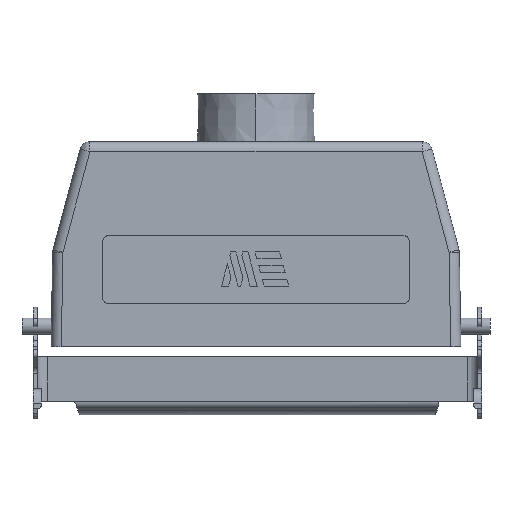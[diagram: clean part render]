
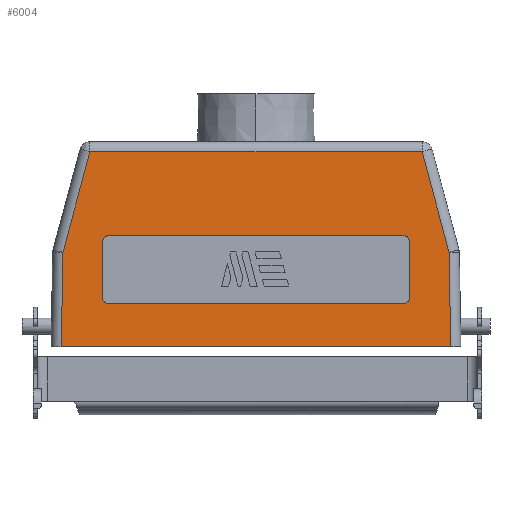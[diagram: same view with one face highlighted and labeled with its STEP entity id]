
A CAD part, front view. The second image highlights one B-rep face of the part: STEP entity #6004.
In plain terms, the highlighted planar face has unit normal (0, -1, 0.018).
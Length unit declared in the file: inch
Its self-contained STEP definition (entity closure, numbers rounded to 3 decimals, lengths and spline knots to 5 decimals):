
#15 = DIRECTION ( 'NONE',  ( -1., 0., 0. ) ) ;
#72 = DIRECTION ( 'NONE',  ( 0., -1., 0.017 ) ) ;
#107 = CARTESIAN_POINT ( 'NONE',  ( -1.91422, -0.80725, 2.24616 ) ) ;
#118 = VERTEX_POINT ( 'NONE', #7143 ) ;
#294 =( BOUNDED_CURVE ( )  B_SPLINE_CURVE ( 3, ( #5381, #6179, #9417, #1908 ),
 .UNSPECIFIED., .F., .T. ) 
 B_SPLINE_CURVE_WITH_KNOTS ( ( 4, 4 ),
 ( 5.1761, 6.74659 ),
 .UNSPECIFIED. ) 
 CURVE ( )  GEOMETRIC_REPRESENTATION_ITEM ( )  RATIONAL_B_SPLINE_CURVE ( ( 1., 0.805, 0.805, 1. ) ) 
 REPRESENTATION_ITEM ( '' )  );
#444 = CARTESIAN_POINT ( 'NONE',  ( 1.91422, -0.80725, 2.24616 ) ) ;
#499 = EDGE_CURVE ( 'NONE', #1434, #5921, #294, .T. ) ;
#537 = LINE ( 'NONE', #7174, #2416 ) ;
#581 = CARTESIAN_POINT ( 'NONE',  ( 1.69254, -0.82413, 1.27914 ) ) ;
#582 = ORIENTED_EDGE ( 'NONE', *, *, #2605, .T. ) ;
#709 = DIRECTION ( 'NONE',  ( -0.259, -0.017, -0.966 ) ) ;
#760 = EDGE_CURVE ( 'NONE', #5516, #7921, #9432, .T. ) ;
#823 = FACE_BOUND ( 'NONE', #8382, .T. ) ;
#829 = EDGE_CURVE ( 'NONE', #10292, #3431, #1965, .T. ) ;
#838 = EDGE_CURVE ( 'NONE', #3047, #118, #1158, .T. ) ;
#938 = CARTESIAN_POINT ( 'NONE',  ( -1.77129, -0.8255, 1.20043 ) ) ;
#953 = CARTESIAN_POINT ( 'NONE',  ( 2.24411, -0.84646, 0. ) ) ;
#1158 = LINE ( 'NONE', #4421, #9983 ) ;
#1424 = ORIENTED_EDGE ( 'NONE', *, *, #3203, .T. ) ;
#1434 = VERTEX_POINT ( 'NONE', #3194 ) ;
#1490 = ORIENTED_EDGE ( 'NONE', *, *, #10327, .T. ) ;
#1498 = ORIENTED_EDGE ( 'NONE', *, *, #10201, .T. ) ;
#1632 = LINE ( 'NONE', #3341, #7896 ) ;
#1663 = LINE ( 'NONE', #2299, #2003 ) ;
#1738 = LINE ( 'NONE', #5112, #7670 ) ;
#1843 = CARTESIAN_POINT ( 'NONE',  ( 2.24411, -0.84646, 0. ) ) ;
#1908 = CARTESIAN_POINT ( 'NONE',  ( 1.69278, -0.83786, 0.49228 ) ) ;
#1935 = VERTEX_POINT ( 'NONE', #8344 ) ;
#1965 = LINE ( 'NONE', #5233, #4037 ) ;
#2003 = VECTOR ( 'NONE', #9814, 39.37008 ) ;
#2298 = EDGE_CURVE ( 'NONE', #7921, #1434, #1663, .T. ) ;
#2299 = CARTESIAN_POINT ( 'NONE',  ( 1.77129, -0.8255, 1.20043 ) ) ;
#2416 = VECTOR ( 'NONE', #5479, 39.37008 ) ;
#2471 = CARTESIAN_POINT ( 'NONE',  ( 1.77129, -0.8255, 1.20043 ) ) ;
#2538 = CARTESIAN_POINT ( 'NONE',  ( 0., -0.84646, 0. ) ) ;
#2605 = EDGE_CURVE ( 'NONE', #3047, #10292, #3367, .T. ) ;
#2642 = CARTESIAN_POINT ( 'NONE',  ( -1.77148, -0.83649, 0.57103 ) ) ;
#2726 = VECTOR ( 'NONE', #9615, 39.37008 ) ;
#2746 = CARTESIAN_POINT ( 'NONE',  ( -1.77148, -0.83649, 0.57103 ) ) ;
#2786 = VECTOR ( 'NONE', #709, 39.37008 ) ;
#2841 = ORIENTED_EDGE ( 'NONE', *, *, #5174, .T. ) ;
#3002 = EDGE_CURVE ( 'NONE', #10360, #6208, #1738, .T. ) ;
#3047 = VERTEX_POINT ( 'NONE', #1843 ) ;
#3048 = CARTESIAN_POINT ( 'NONE',  ( 1.77127, -0.8247, 1.24654 ) ) ;
#3194 = CARTESIAN_POINT ( 'NONE',  ( 1.77148, -0.83649, 0.57103 ) ) ;
#3203 = EDGE_CURVE ( 'NONE', #8028, #5516, #8504, .T. ) ;
#3287 = FACE_OUTER_BOUND ( 'NONE', #7262, .T. ) ;
#3314 = CARTESIAN_POINT ( 'NONE',  ( -1.69254, -0.82413, 1.27914 ) ) ;
#3341 = CARTESIAN_POINT ( 'NONE',  ( 0., -0.83786, 0.49228 ) ) ;
#3367 = LINE ( 'NONE', #953, #7472 ) ;
#3380 = LINE ( 'NONE', #9771, #4592 ) ;
#3431 = VERTEX_POINT ( 'NONE', #444 ) ;
#3518 = CARTESIAN_POINT ( 'NONE',  ( -1.73866, -0.82413, 1.27914 ) ) ;
#3556 = ORIENTED_EDGE ( 'NONE', *, *, #829, .T. ) ;
#3820 = CARTESIAN_POINT ( 'NONE',  ( -1.91422, -0.80725, 2.24616 ) ) ;
#3937 = AXIS2_PLACEMENT_3D ( 'NONE', #2538, #72, #6550 ) ;
#4019 = CARTESIAN_POINT ( 'NONE',  ( -2.22516, -0.82751, 1.08569 ) ) ;
#4037 = VECTOR ( 'NONE', #8470, 39.37008 ) ;
#4084 = CARTESIAN_POINT ( 'NONE',  ( -1.69278, -0.83786, 0.49228 ) ) ;
#4174 = CARTESIAN_POINT ( 'NONE',  ( -1.69254, -0.82413, 1.27914 ) ) ;
#4421 = CARTESIAN_POINT ( 'NONE',  ( -2.3622, -0.84646, 0. ) ) ;
#4592 = VECTOR ( 'NONE', #4878, 39.37008 ) ;
#4595 = EDGE_CURVE ( 'NONE', #3431, #4714, #3380, .T. ) ;
#4657 = VERTEX_POINT ( 'NONE', #4019 ) ;
#4714 = VERTEX_POINT ( 'NONE', #107 ) ;
#4763 = ORIENTED_EDGE ( 'NONE', *, *, #499, .T. ) ;
#4835 = ORIENTED_EDGE ( 'NONE', *, *, #4595, .T. ) ;
#4878 = DIRECTION ( 'NONE',  ( -1., 0., 0. ) ) ;
#4949 = PLANE ( 'NONE',  #3937 ) ;
#5058 = DIRECTION ( 'NONE',  ( 0., 0.017, 1. ) ) ;
#5112 = CARTESIAN_POINT ( 'NONE',  ( -1.77148, -0.83649, 0.57103 ) ) ;
#5174 = EDGE_CURVE ( 'NONE', #6208, #8028, #10513, .T. ) ;
#5233 = CARTESIAN_POINT ( 'NONE',  ( 2.22516, -0.82751, 1.08569 ) ) ;
#5381 = CARTESIAN_POINT ( 'NONE',  ( 1.77148, -0.83649, 0.57103 ) ) ;
#5479 = DIRECTION ( 'NONE',  ( 0.017, 0.017, 1. ) ) ;
#5516 = VERTEX_POINT ( 'NONE', #6534 ) ;
#5520 = CARTESIAN_POINT ( 'NONE',  ( 1.77129, -0.8255, 1.20043 ) ) ;
#5718 =( BOUNDED_CURVE ( )  B_SPLINE_CURVE ( 3, ( #4084, #9035, #8254, #2642 ),
 .UNSPECIFIED., .F., .T. ) 
 B_SPLINE_CURVE_WITH_KNOTS ( ( 4, 4 ),
 ( 5.81978, 7.39027 ),
 .UNSPECIFIED. ) 
 CURVE ( )  GEOMETRIC_REPRESENTATION_ITEM ( )  RATIONAL_B_SPLINE_CURVE ( ( 1., 0.805, 0.805, 1. ) ) 
 REPRESENTATION_ITEM ( '' )  );
#5903 = CARTESIAN_POINT ( 'NONE',  ( 2.22516, -0.82751, 1.08569 ) ) ;
#5921 = VERTEX_POINT ( 'NONE', #9756 ) ;
#6004 = ADVANCED_FACE ( 'NONE', ( #823, #3287 ), #4949, .T. ) ;
#6179 = CARTESIAN_POINT ( 'NONE',  ( 1.77149, -0.83729, 0.52489 ) ) ;
#6204 = ORIENTED_EDGE ( 'NONE', *, *, #3002, .T. ) ;
#6208 = VERTEX_POINT ( 'NONE', #938 ) ;
#6231 = ORIENTED_EDGE ( 'NONE', *, *, #838, .F. ) ;
#6322 = CARTESIAN_POINT ( 'NONE',  ( 0., -0.82413, 1.27914 ) ) ;
#6401 = EDGE_CURVE ( 'NONE', #118, #4657, #537, .T. ) ;
#6412 = ORIENTED_EDGE ( 'NONE', *, *, #9160, .T. ) ;
#6534 = CARTESIAN_POINT ( 'NONE',  ( 1.69254, -0.82413, 1.27914 ) ) ;
#6550 = DIRECTION ( 'NONE',  ( 0., -0.017, -1. ) ) ;
#6779 = CARTESIAN_POINT ( 'NONE',  ( -1.77127, -0.8247, 1.24654 ) ) ;
#6921 = ORIENTED_EDGE ( 'NONE', *, *, #760, .T. ) ;
#7143 = CARTESIAN_POINT ( 'NONE',  ( -2.24411, -0.84646, 0. ) ) ;
#7174 = CARTESIAN_POINT ( 'NONE',  ( -2.24389, -0.84623, 0.01271 ) ) ;
#7262 = EDGE_LOOP ( 'NONE', ( #3556, #4835, #1498, #10054, #6231, #582 ) ) ;
#7472 = VECTOR ( 'NONE', #10550, 39.37008 ) ;
#7670 = VECTOR ( 'NONE', #5058, 39.37008 ) ;
#7678 = DIRECTION ( 'NONE',  ( -1., 0., 0. ) ) ;
#7896 = VECTOR ( 'NONE', #15, 39.37008 ) ;
#7921 = VERTEX_POINT ( 'NONE', #2471 ) ;
#8028 = VERTEX_POINT ( 'NONE', #4174 ) ;
#8033 = LINE ( 'NONE', #3820, #2786 ) ;
#8225 = CARTESIAN_POINT ( 'NONE',  ( -1.77129, -0.8255, 1.20043 ) ) ;
#8254 = CARTESIAN_POINT ( 'NONE',  ( -1.77149, -0.83729, 0.52489 ) ) ;
#8344 = CARTESIAN_POINT ( 'NONE',  ( -1.69278, -0.83786, 0.49228 ) ) ;
#8382 = EDGE_LOOP ( 'NONE', ( #10544, #4763, #1490, #6412, #6204, #2841, #1424, #6921 ) ) ;
#8470 = DIRECTION ( 'NONE',  ( -0.259, 0.017, 0.966 ) ) ;
#8504 = LINE ( 'NONE', #6322, #2726 ) ;
#9035 = CARTESIAN_POINT ( 'NONE',  ( -1.7389, -0.83786, 0.49228 ) ) ;
#9160 = EDGE_CURVE ( 'NONE', #1935, #10360, #5718, .T. ) ;
#9417 = CARTESIAN_POINT ( 'NONE',  ( 1.7389, -0.83786, 0.49228 ) ) ;
#9432 =( BOUNDED_CURVE ( )  B_SPLINE_CURVE ( 3, ( #581, #10347, #3048, #5520 ),
 .UNSPECIFIED., .F., .F. ) 
 B_SPLINE_CURVE_WITH_KNOTS ( ( 4, 4 ),
 ( 4.71239, 6.28288 ),
 .UNSPECIFIED. ) 
 CURVE ( )  GEOMETRIC_REPRESENTATION_ITEM ( )  RATIONAL_B_SPLINE_CURVE ( ( 1., 0.805, 0.805, 1. ) ) 
 REPRESENTATION_ITEM ( '' )  );
#9615 = DIRECTION ( 'NONE',  ( 1., 0., 0. ) ) ;
#9756 = CARTESIAN_POINT ( 'NONE',  ( 1.69278, -0.83786, 0.49228 ) ) ;
#9771 = CARTESIAN_POINT ( 'NONE',  ( 0., -0.80725, 2.24616 ) ) ;
#9814 = DIRECTION ( 'NONE',  ( 0., -0.017, -1. ) ) ;
#9983 = VECTOR ( 'NONE', #7678, 39.37008 ) ;
#10054 = ORIENTED_EDGE ( 'NONE', *, *, #6401, .F. ) ;
#10201 = EDGE_CURVE ( 'NONE', #4714, #4657, #8033, .T. ) ;
#10292 = VERTEX_POINT ( 'NONE', #5903 ) ;
#10327 = EDGE_CURVE ( 'NONE', #5921, #1935, #1632, .T. ) ;
#10347 = CARTESIAN_POINT ( 'NONE',  ( 1.73866, -0.82413, 1.27914 ) ) ;
#10360 = VERTEX_POINT ( 'NONE', #2746 ) ;
#10513 =( BOUNDED_CURVE ( )  B_SPLINE_CURVE ( 3, ( #8225, #6779, #3518, #3314 ),
 .UNSPECIFIED., .F., .T. ) 
 B_SPLINE_CURVE_WITH_KNOTS ( ( 4, 4 ),
 ( 0.0003, 1.5708 ),
 .UNSPECIFIED. ) 
 CURVE ( )  GEOMETRIC_REPRESENTATION_ITEM ( )  RATIONAL_B_SPLINE_CURVE ( ( 1., 0.805, 0.805, 1. ) ) 
 REPRESENTATION_ITEM ( '' )  );
#10544 = ORIENTED_EDGE ( 'NONE', *, *, #2298, .T. ) ;
#10550 = DIRECTION ( 'NONE',  ( -0.017, 0.017, 1. ) ) ;
